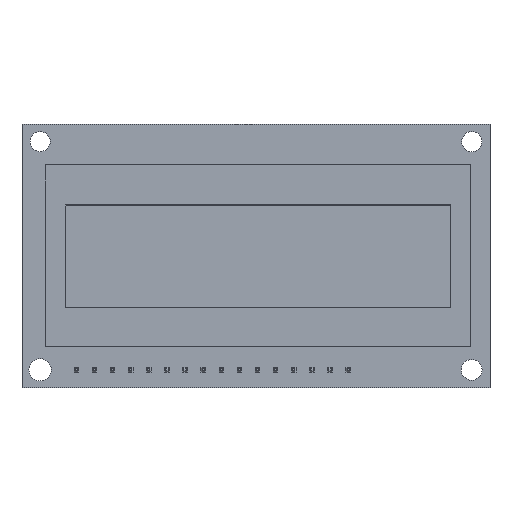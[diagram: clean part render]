
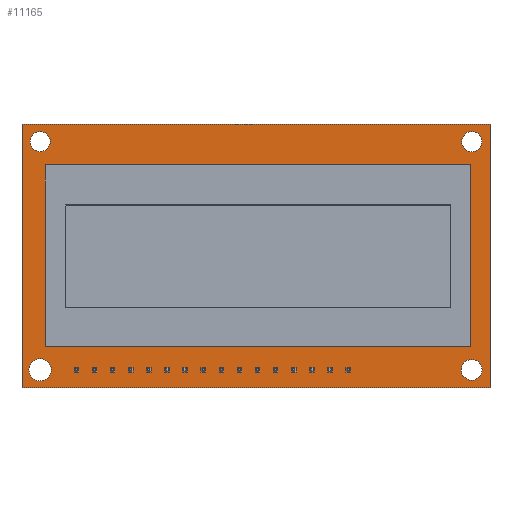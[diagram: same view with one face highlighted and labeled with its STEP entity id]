
A CAD part, top view. The second image highlights one B-rep face of the part: STEP entity #11165.
In plain terms, the highlighted planar face has unit normal (0, 0, 1).
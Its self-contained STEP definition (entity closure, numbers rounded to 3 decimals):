
#10892 = VERTEX_POINT('',#10893);
#10893 = CARTESIAN_POINT('',(-33.02,-18.669,3.4));
#10899 = EDGE_CURVE('',#10892,#10900,#10902,.T.);
#10900 = VERTEX_POINT('',#10901);
#10901 = CARTESIAN_POINT('',(32.58,-18.669,3.4));
#10902 = LINE('',#10903,#10904);
#10903 = CARTESIAN_POINT('',(-33.02,-18.669,3.4));
#10904 = VECTOR('',#10905,1.);
#10905 = DIRECTION('',(1.,0.,0.));
#10930 = EDGE_CURVE('',#10900,#10931,#10933,.T.);
#10931 = VERTEX_POINT('',#10932);
#10932 = CARTESIAN_POINT('',(32.58,18.331,3.4));
#10933 = LINE('',#10934,#10935);
#10934 = CARTESIAN_POINT('',(32.58,-18.669,3.4));
#10935 = VECTOR('',#10936,1.);
#10936 = DIRECTION('',(0.,1.,0.));
#10961 = EDGE_CURVE('',#10931,#10962,#10964,.T.);
#10962 = VERTEX_POINT('',#10963);
#10963 = CARTESIAN_POINT('',(-33.02,18.331,3.4));
#10964 = LINE('',#10965,#10966);
#10965 = CARTESIAN_POINT('',(32.58,18.331,3.4));
#10966 = VECTOR('',#10967,1.);
#10967 = DIRECTION('',(-1.,0.,0.));
#10992 = EDGE_CURVE('',#10962,#10892,#10993,.T.);
#10993 = LINE('',#10994,#10995);
#10994 = CARTESIAN_POINT('',(-33.02,18.331,3.4));
#10995 = VECTOR('',#10996,1.);
#10996 = DIRECTION('',(0.,-1.,0.));
#11023 = VERTEX_POINT('',#11024);
#11024 = CARTESIAN_POINT('',(-28.92,-16.129,3.4));
#11030 = EDGE_CURVE('',#11023,#11023,#11031,.T.);
#11031 = CIRCLE('',#11032,1.56);
#11032 = AXIS2_PLACEMENT_3D('',#11033,#11034,#11035);
#11033 = CARTESIAN_POINT('',(-30.48,-16.129,3.4));
#11034 = DIRECTION('',(0.,0.,1.));
#11035 = DIRECTION('',(1.,0.,0.));
#11056 = VERTEX_POINT('',#11057);
#11057 = CARTESIAN_POINT('',(31.478,-16.129,3.4));
#11063 = EDGE_CURVE('',#11056,#11056,#11064,.T.);
#11064 = CIRCLE('',#11065,1.458);
#11065 = AXIS2_PLACEMENT_3D('',#11066,#11067,#11068);
#11066 = CARTESIAN_POINT('',(30.02,-16.129,3.4));
#11067 = DIRECTION('',(0.,0.,1.));
#11068 = DIRECTION('',(1.,0.,0.));
#11089 = VERTEX_POINT('',#11090);
#11090 = CARTESIAN_POINT('',(31.432,15.871,3.4));
#11096 = EDGE_CURVE('',#11089,#11089,#11097,.T.);
#11097 = CIRCLE('',#11098,1.412);
#11098 = AXIS2_PLACEMENT_3D('',#11099,#11100,#11101);
#11099 = CARTESIAN_POINT('',(30.02,15.871,3.4));
#11100 = DIRECTION('',(0.,0.,1.));
#11101 = DIRECTION('',(1.,0.,0.));
#11122 = VERTEX_POINT('',#11123);
#11123 = CARTESIAN_POINT('',(-29.072,15.871,3.4));
#11129 = EDGE_CURVE('',#11122,#11122,#11130,.T.);
#11130 = CIRCLE('',#11131,1.408);
#11131 = AXIS2_PLACEMENT_3D('',#11132,#11133,#11134);
#11132 = CARTESIAN_POINT('',(-30.48,15.871,3.4));
#11133 = DIRECTION('',(0.,0.,1.));
#11134 = DIRECTION('',(1.,0.,0.));
#11165 = ADVANCED_FACE('',(#11166,#11172,#11175,#11178,#11181),#11184,
  .T.);
#11166 = FACE_BOUND('',#11167,.T.);
#11167 = EDGE_LOOP('',(#11168,#11169,#11170,#11171));
#11168 = ORIENTED_EDGE('',*,*,#10899,.T.);
#11169 = ORIENTED_EDGE('',*,*,#10930,.T.);
#11170 = ORIENTED_EDGE('',*,*,#10961,.T.);
#11171 = ORIENTED_EDGE('',*,*,#10992,.T.);
#11172 = FACE_BOUND('',#11173,.T.);
#11173 = EDGE_LOOP('',(#11174));
#11174 = ORIENTED_EDGE('',*,*,#11030,.F.);
#11175 = FACE_BOUND('',#11176,.T.);
#11176 = EDGE_LOOP('',(#11177));
#11177 = ORIENTED_EDGE('',*,*,#11063,.F.);
#11178 = FACE_BOUND('',#11179,.T.);
#11179 = EDGE_LOOP('',(#11180));
#11180 = ORIENTED_EDGE('',*,*,#11096,.F.);
#11181 = FACE_BOUND('',#11182,.T.);
#11182 = EDGE_LOOP('',(#11183));
#11183 = ORIENTED_EDGE('',*,*,#11129,.F.);
#11184 = PLANE('',#11185);
#11185 = AXIS2_PLACEMENT_3D('',#11186,#11187,#11188);
#11186 = CARTESIAN_POINT('',(-0.22,-0.169,3.4));
#11187 = DIRECTION('',(0.,0.,1.));
#11188 = DIRECTION('',(1.,0.,0.));
